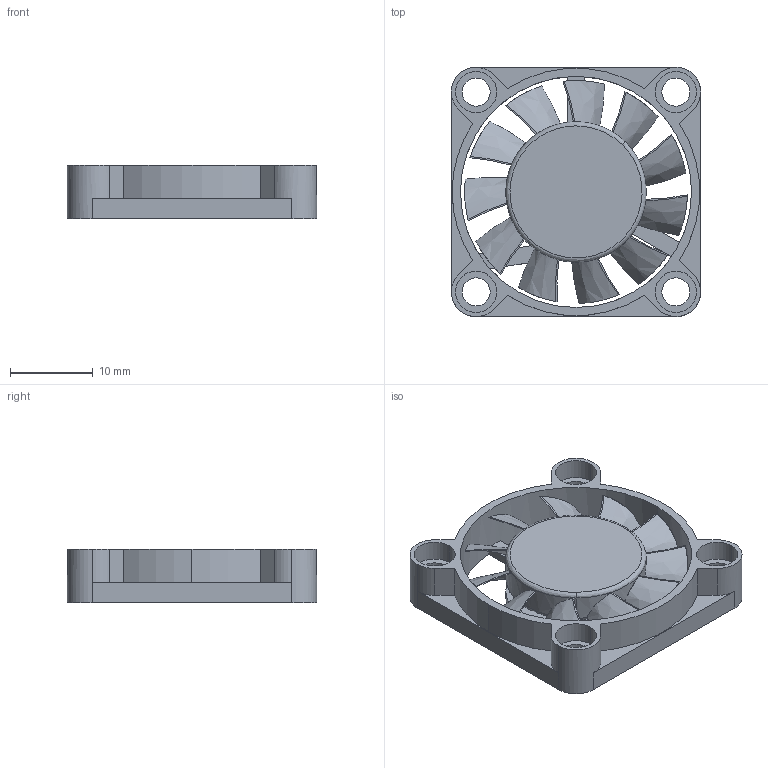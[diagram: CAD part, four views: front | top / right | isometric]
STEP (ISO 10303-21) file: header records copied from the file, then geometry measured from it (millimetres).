
FILE_DESCRIPTION (( 'STEP AP214' ), '1' );
FILE_NAME ('User Library-Fan-3.STEP', '2025-01-24T20:27:18', ( '' ), ( '' ), 'SwSTEP 2.0', 'SolidWorks 2022', '' );
FILE_SCHEMA (( 'AUTOMOTIVE_DESIGN' ));
Length unit declared in the file: millimetre
Products named in the file (3): User Library-Fan-3; Propellor_1; Frame_1
Assembly tree (2 placements, depth 2):
  User Library-Fan-3
    Frame_1
    Propellor_1
Bounding box: 30.2 x 30.2 x 6.5 mm (x, y, z)
Volume: 2379.3 mm3; surface area: 4040.5 mm2
Topology: 2 solids, 2 shells, 147 faces, 475 edges, 300 vertices
Faces by surface type: bspline 59, plane 53, cylinder 35
Entity records: 9328 total; most frequent: CARTESIAN_POINT 3846, ORIENTED_EDGE 950, DIRECTION 587, EDGE_CURVE 475, VERTEX_POINT 300, AXIS2_PLACEMENT_3D 245, B_SPLINE_CURVE_WITH_KNOTS 224, EDGE_LOOP 173
